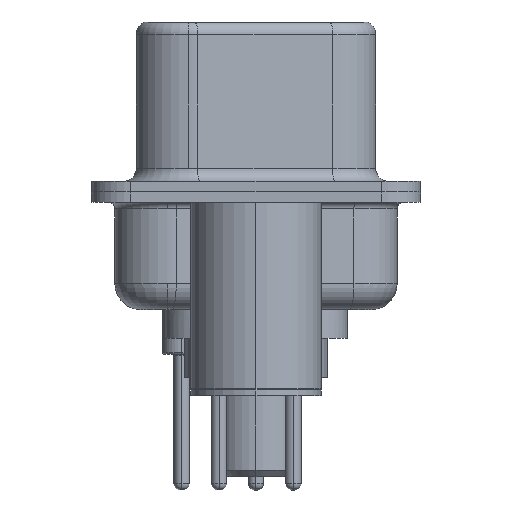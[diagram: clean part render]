
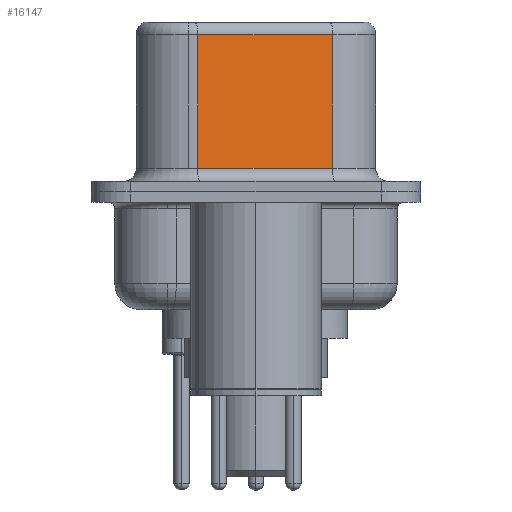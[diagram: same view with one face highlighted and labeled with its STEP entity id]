
A CAD part, left-side view. The second image highlights one B-rep face of the part: STEP entity #16147.
In plain terms, the highlighted planar face has unit normal (-0.985, -0.174, 0).
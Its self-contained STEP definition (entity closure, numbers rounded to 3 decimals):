
#703 = VERTEX_POINT ( 'NONE', #23965 ) ;
#1675 = FACE_OUTER_BOUND ( 'NONE', #9897, .T. ) ;
#2623 = CARTESIAN_POINT ( 'NONE',  ( 4.585, -2.927, 6.02 ) ) ;
#4132 = DIRECTION ( 'NONE',  ( 0., 0., -1. ) ) ;
#4166 = CARTESIAN_POINT ( 'NONE',  ( 3.675, 2.233, 6.02 ) ) ;
#4258 = VECTOR ( 'NONE', #4132, 1000. ) ;
#4448 = ORIENTED_EDGE ( 'NONE', *, *, #9602, .T. ) ;
#5349 = DIRECTION ( 'NONE',  ( 0.985, 0.174, 0. ) ) ;
#5411 = ORIENTED_EDGE ( 'NONE', *, *, #21223, .T. ) ;
#5505 = CARTESIAN_POINT ( 'NONE',  ( 3.675, 2.233, 0.9 ) ) ;
#6331 = CARTESIAN_POINT ( 'NONE',  ( 4.585, -2.927, 6.02 ) ) ;
#6361 = VERTEX_POINT ( 'NONE', #6331 ) ;
#6428 = EDGE_CURVE ( 'NONE', #6361, #703, #21036, .T. ) ;
#8727 = CARTESIAN_POINT ( 'NONE',  ( 3.675, 2.233, 6.52 ) ) ;
#9143 = PLANE ( 'NONE',  #13803 ) ;
#9602 = EDGE_CURVE ( 'NONE', #6361, #15850, #23926, .T. ) ;
#9897 = EDGE_LOOP ( 'NONE', ( #13548, #4448, #19184, #5411 ) ) ;
#11203 = VERTEX_POINT ( 'NONE', #5505 ) ;
#11665 = CARTESIAN_POINT ( 'NONE',  ( 4.585, -2.927, 6.52 ) ) ;
#12646 = LINE ( 'NONE', #23555, #19853 ) ;
#13041 = DIRECTION ( 'NONE',  ( -0.174, 0.985, 0. ) ) ;
#13548 = ORIENTED_EDGE ( 'NONE', *, *, #6428, .F. ) ;
#13678 = VECTOR ( 'NONE', #21875, 1000. ) ;
#13803 = AXIS2_PLACEMENT_3D ( 'NONE', #16803, #5349, #13041 ) ;
#14112 = DIRECTION ( 'NONE',  ( 0.174, -0.985, 0. ) ) ;
#15850 = VERTEX_POINT ( 'NONE', #4166 ) ;
#16147 = ADVANCED_FACE ( 'NONE', ( #1675 ), #9143, .F. ) ;
#16484 = DIRECTION ( 'NONE',  ( 0., 0., -1. ) ) ;
#16803 = CARTESIAN_POINT ( 'NONE',  ( 4.585, -2.927, 6.52 ) ) ;
#18557 = VECTOR ( 'NONE', #16484, 1000. ) ;
#19184 = ORIENTED_EDGE ( 'NONE', *, *, #23408, .T. ) ;
#19853 = VECTOR ( 'NONE', #14112, 1000. ) ;
#21036 = LINE ( 'NONE', #11665, #4258 ) ;
#21223 = EDGE_CURVE ( 'NONE', #11203, #703, #12646, .T. ) ;
#21577 = LINE ( 'NONE', #8727, #18557 ) ;
#21875 = DIRECTION ( 'NONE',  ( -0.174, 0.985, 0. ) ) ;
#23408 = EDGE_CURVE ( 'NONE', #15850, #11203, #21577, .T. ) ;
#23555 = CARTESIAN_POINT ( 'NONE',  ( 4.585, -2.927, 0.9 ) ) ;
#23926 = LINE ( 'NONE', #2623, #13678 ) ;
#23965 = CARTESIAN_POINT ( 'NONE',  ( 4.585, -2.927, 0.9 ) ) ;
